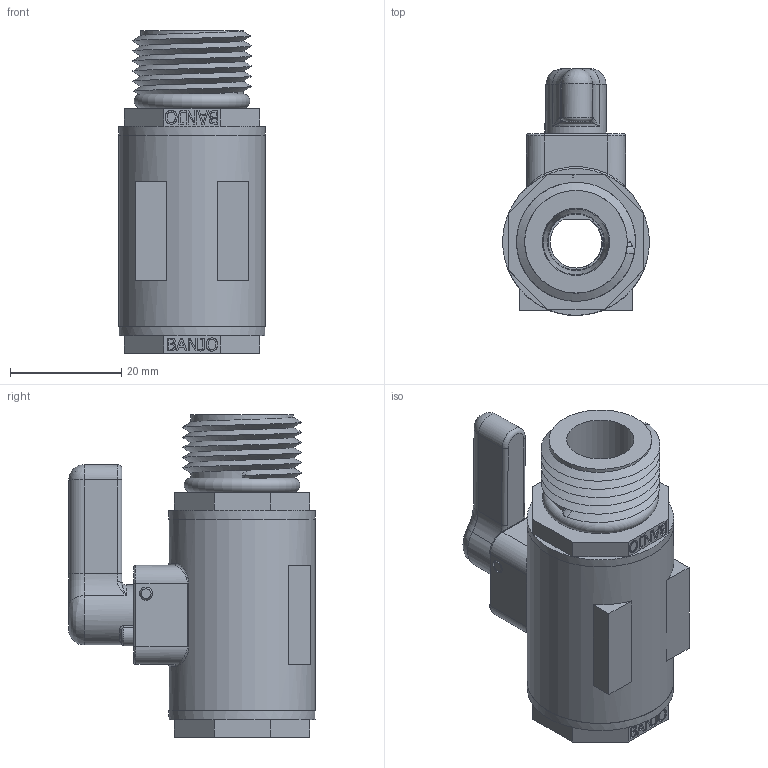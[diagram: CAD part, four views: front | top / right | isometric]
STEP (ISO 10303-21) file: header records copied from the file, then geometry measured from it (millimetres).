
FILE_DESCRIPTION((''),'2;1');
FILE_NAME('LV038050MTV.stp','2012-09-12T10:22:51',('areid'),(''),'Autodesk Inventor 2012','Autodesk Inventor 2012','');
FILE_SCHEMA(('AUTOMOTIVE_DESIGN { 1 0 10303 214 1 1 1 1 }'));
Length unit declared in the file: inch
Products named in the file (11): LV038050MTV; LV038SUBV; LV03254A; AQ010V; LV02153B; LEV03255; WS10002; LV03258V; LV03256; LVMT03556; UV15163V
Assembly tree (11 placements, depth 3):
  LV038050MTV
    LV038SUBV
      LV03254A
      AQ010V
      LV02153B
      LEV03255
      WS10002
    LV03258V  x2
    LV03256
    LVMT03556
    UV15163V
Bounding box: 26.29 x 44.26 x 57.91 mm (x, y, z)
Volume: 17779.9 mm3; surface area: 19067.2 mm2
Topology: 9 solids, 10 shells, 691 faces, 1731 edges, 1100 vertices
Faces by surface type: plane 283, bspline 202, cylinder 111, torus 51, cone 34, sphere 10
Full cylindrical faces by diameter (mm): 1.524 x4, 2.362 x3, 6.35 x1, 6.375 x1, 9.347 x1, 9.449 x1, 9.525 x1, 9.55 x1, 10.033 x1, 10.16 x1, 10.693 x2, 10.795 x1, 12.09 x1, 18.433 x3, 19.939 x2, 20.625 x2, 21.082 x2, 21.463 x2, 23.368 x2, 26.289 x3
Entity records: 25948 total; most frequent: CARTESIAN_POINT 11252, ORIENTED_EDGE 3186, DIRECTION 2432, EDGE_CURVE 1593, VERTEX_POINT 1053, AXIS2_PLACEMENT_3D 857, EDGE_LOOP 810, VECTOR 718
